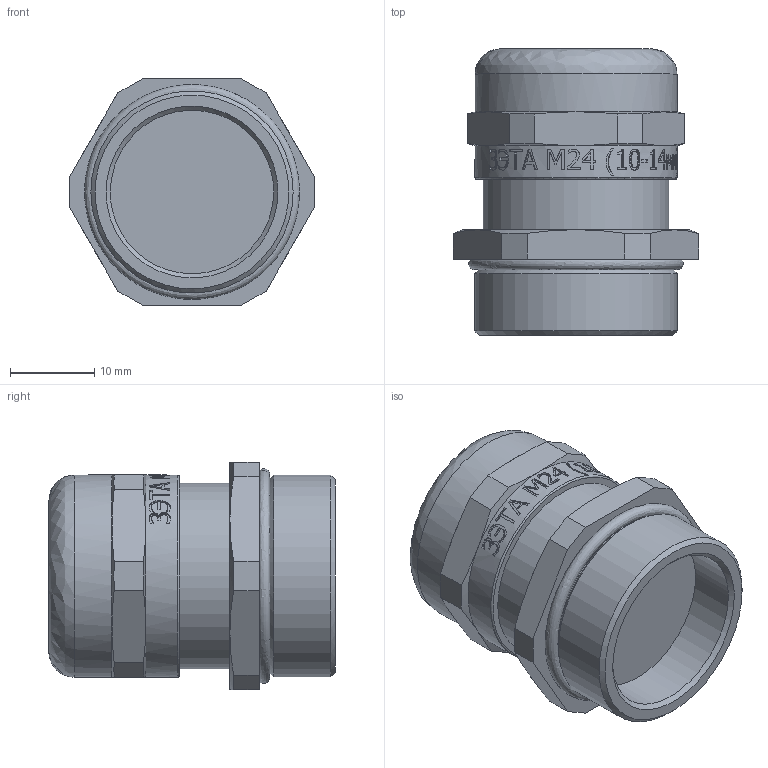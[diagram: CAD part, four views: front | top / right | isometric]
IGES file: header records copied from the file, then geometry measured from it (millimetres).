
Global section: file name: 5 КВ-М24 (10-14мм); native system: Autodesk Inventor 2015; preprocessor: unknown; author: zeta-23; date: 20161013.200557; units: millimetre
Bounding box: 29.18 x 34 x 27 mm (x, y, z)
Volume: 13631.6 mm3; surface area: 4379.4 mm2
Topology: 1 solids, 1 shells, 286 faces, 773 edges, 514 vertices
Faces by surface type: bspline 286
